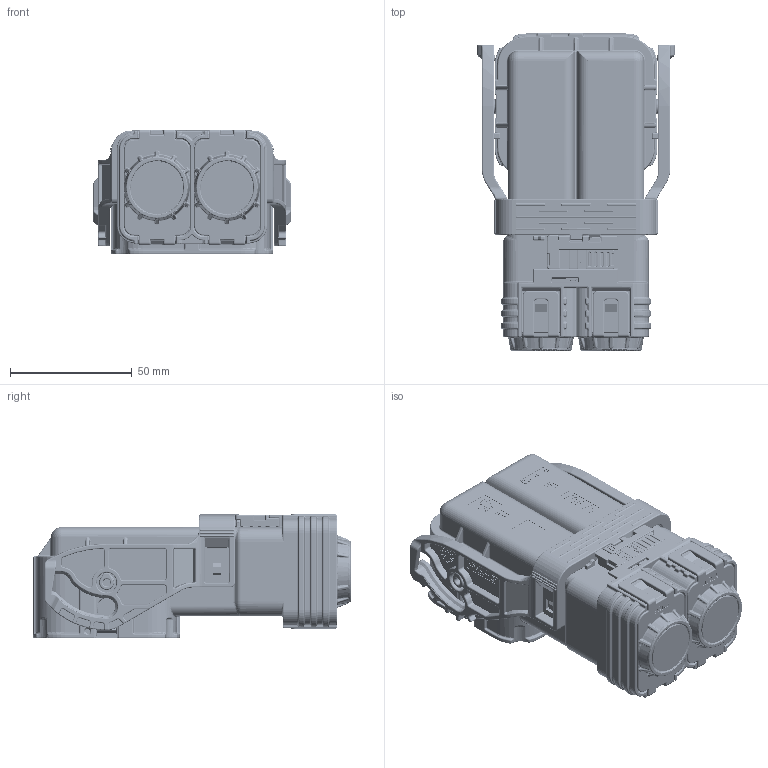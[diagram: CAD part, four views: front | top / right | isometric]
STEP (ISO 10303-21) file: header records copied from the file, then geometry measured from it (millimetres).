
FILE_DESCRIPTION (( 'STEP AP203' ), '1' );
FILE_NAME ('YGEV6-P2PWHA 脣芛(諦誧杅耀).STEP', '2023-10-30T09:22:03', ( '' ), ( '' ), 'SwSTEP 2.0', 'SolidWorks 2018', '' );
FILE_SCHEMA (( 'CONFIG_CONTROL_DESIGN' ));
Products named in the file (1): YGEV6-P2PWHA 脣芛(諦誧杅耀)
Bounding box: 81.3 x 130.5 x 51.4 mm (x, y, z)
Volume: 262454.3 mm3; surface area: 126652.4 mm2
Topology: 3 solids, 22 shells, 9416 faces, 23952 edges, 14224 vertices
Faces by surface type: plane 4041, cylinder 2779, bspline 1318, torus 692, sphere 390, cone 196
Full cylindrical faces by diameter (mm): 0.5 x42, 3 x2, 6 x2, 8 x2, 8.2 x2, 20.9 x2, 21.7 x2, 25.484 x2
Entity records: 320671 total; most frequent: CARTESIAN_POINT 106058, ORIENTED_EDGE 46692, DIRECTION 42410, EDGE_CURVE 23346, AXIS2_PLACEMENT_3D 14481, VERTEX_POINT 14144, LINE 13448, VECTOR 13448
